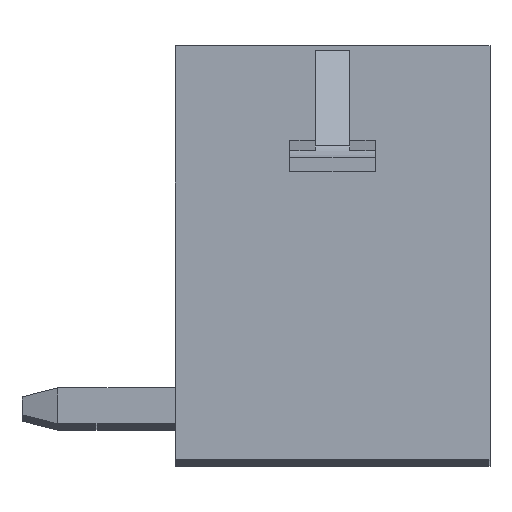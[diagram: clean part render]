
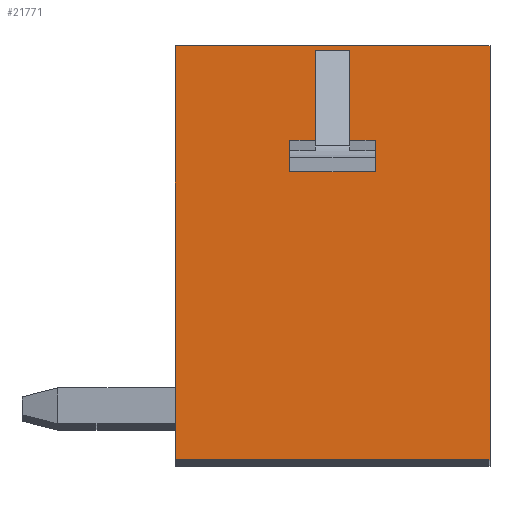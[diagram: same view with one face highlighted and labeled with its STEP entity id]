
A CAD part, top view. The second image highlights one B-rep face of the part: STEP entity #21771.
In plain terms, the highlighted planar face has unit normal (0, 0, 1).
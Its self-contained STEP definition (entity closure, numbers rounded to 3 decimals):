
#3350=DIRECTION('',(1.,0.,0.));
#3351=VECTOR('',#3350,7.);
#3352=CARTESIAN_POINT('',(-3.6,-3.853,0.));
#3353=LINE('',#3352,#3351);
#3354=DIRECTION('',(0.,-1.,0.));
#3355=VECTOR('',#3354,9.2);
#3356=CARTESIAN_POINT('',(-3.6,5.347,0.));
#3357=LINE('',#3356,#3355);
#3358=DIRECTION('',(-1.,0.,0.));
#3359=VECTOR('',#3358,7.);
#3360=CARTESIAN_POINT('',(3.4,5.347,0.));
#3361=LINE('',#3360,#3359);
#3362=DIRECTION('',(0.,1.,0.));
#3363=VECTOR('',#3362,9.2);
#3364=CARTESIAN_POINT('',(3.4,-3.853,0.));
#3365=LINE('',#3364,#3363);
#3366=DIRECTION('',(0.,1.,0.));
#3367=VECTOR('',#3366,0.495);
#3368=CARTESIAN_POINT('',(0.85,2.747,0.));
#3369=LINE('',#3368,#3367);
#3370=DIRECTION('',(-1.,0.,0.));
#3371=VECTOR('',#3370,0.76);
#3372=CARTESIAN_POINT('',(0.28,5.244,0.));
#3373=LINE('',#3372,#3371);
#3374=DIRECTION('',(1.,0.,0.));
#3375=VECTOR('',#3374,0.57);
#3376=CARTESIAN_POINT('',(-1.05,3.242,0.));
#3377=LINE('',#3376,#3375);
#3378=DIRECTION('',(0.,1.,0.));
#3379=VECTOR('',#3378,0.495);
#3380=CARTESIAN_POINT('',(-1.05,2.747,0.));
#3381=LINE('',#3380,#3379);
#3382=DIRECTION('',(-1.,0.,0.));
#3383=VECTOR('',#3382,1.9);
#3384=CARTESIAN_POINT('',(0.85,2.747,0.));
#3385=LINE('',#3384,#3383);
#3407=DIRECTION('',(-1.,0.,0.));
#3408=VECTOR('',#3407,0.57);
#3409=CARTESIAN_POINT('',(0.85,3.242,0.));
#3410=LINE('',#3409,#3408);
#3411=DIRECTION('',(0.,-1.,0.));
#3412=VECTOR('',#3411,2.002);
#3413=CARTESIAN_POINT('',(0.28,5.244,0.));
#3414=LINE('',#3413,#3412);
#3478=DIRECTION('',(0.,1.,0.));
#3479=VECTOR('',#3478,2.002);
#3480=CARTESIAN_POINT('',(-0.48,3.242,0.));
#3481=LINE('',#3480,#3479);
#14697=CARTESIAN_POINT('',(-3.6,-3.853,0.));
#14698=CARTESIAN_POINT('',(3.4,-3.853,0.));
#14699=VERTEX_POINT('',#14697);
#14700=VERTEX_POINT('',#14698);
#14701=CARTESIAN_POINT('',(3.4,5.347,0.));
#14702=VERTEX_POINT('',#14701);
#14703=CARTESIAN_POINT('',(-3.6,5.347,0.));
#14704=VERTEX_POINT('',#14703);
#15660=CARTESIAN_POINT('',(0.85,2.747,0.));
#15661=VERTEX_POINT('',#15660);
#15662=CARTESIAN_POINT('',(-1.05,2.747,0.));
#15663=VERTEX_POINT('',#15662);
#15665=CARTESIAN_POINT('',(-0.48,3.242,0.));
#15667=VERTEX_POINT('',#15665);
#15668=CARTESIAN_POINT('',(-0.48,5.244,0.));
#15669=VERTEX_POINT('',#15668);
#15670=CARTESIAN_POINT('',(-1.05,3.242,0.));
#15671=VERTEX_POINT('',#15670);
#15676=CARTESIAN_POINT('',(0.28,5.244,0.));
#15677=CARTESIAN_POINT('',(0.28,3.242,0.));
#15678=VERTEX_POINT('',#15676);
#15679=VERTEX_POINT('',#15677);
#15682=CARTESIAN_POINT('',(0.85,3.242,0.));
#15683=VERTEX_POINT('',#15682);
#21742=CARTESIAN_POINT('',(0.,0.,0.));
#21743=DIRECTION('',(0.,0.,1.));
#21744=DIRECTION('',(1.,0.,0.));
#21745=AXIS2_PLACEMENT_3D('',#21742,#21743,#21744);
#21746=PLANE('',#21745);
#21747=ORIENTED_EDGE('',*,*,#21271,.F.);
#21748=ORIENTED_EDGE('',*,*,#20838,.F.);
#21749=ORIENTED_EDGE('',*,*,#19527,.F.);
#21750=ORIENTED_EDGE('',*,*,#21369,.F.);
#21751=EDGE_LOOP('',(#21747,#21748,#21749,#21750));
#21752=FACE_OUTER_BOUND('',#21751,.F.);
#21754=ORIENTED_EDGE('',*,*,#21753,.T.);
#21756=ORIENTED_EDGE('',*,*,#21755,.T.);
#21758=ORIENTED_EDGE('',*,*,#21757,.F.);
#21760=ORIENTED_EDGE('',*,*,#21759,.T.);
#21762=ORIENTED_EDGE('',*,*,#21761,.F.);
#21764=ORIENTED_EDGE('',*,*,#21763,.F.);
#21766=ORIENTED_EDGE('',*,*,#21765,.F.);
#21768=ORIENTED_EDGE('',*,*,#21767,.F.);
#21769=EDGE_LOOP('',(#21754,#21756,#21758,#21760,#21762,#21764,#21766,#21768));
#21770=FACE_BOUND('',#21769,.F.);
#19527=EDGE_CURVE('',#14702,#14704,#3361,.T.);
#20838=EDGE_CURVE('',#14704,#14699,#3357,.T.);
#21271=EDGE_CURVE('',#14699,#14700,#3353,.T.);
#21369=EDGE_CURVE('',#14700,#14702,#3365,.T.);
#21753=EDGE_CURVE('',#15661,#15683,#3369,.T.);
#21755=EDGE_CURVE('',#15683,#15679,#3410,.T.);
#21757=EDGE_CURVE('',#15678,#15679,#3414,.T.);
#21759=EDGE_CURVE('',#15678,#15669,#3373,.T.);
#21761=EDGE_CURVE('',#15667,#15669,#3481,.T.);
#21763=EDGE_CURVE('',#15671,#15667,#3377,.T.);
#21765=EDGE_CURVE('',#15663,#15671,#3381,.T.);
#21767=EDGE_CURVE('',#15661,#15663,#3385,.T.);
#21771=ADVANCED_FACE('',(#21752,#21770),#21746,.T.);
